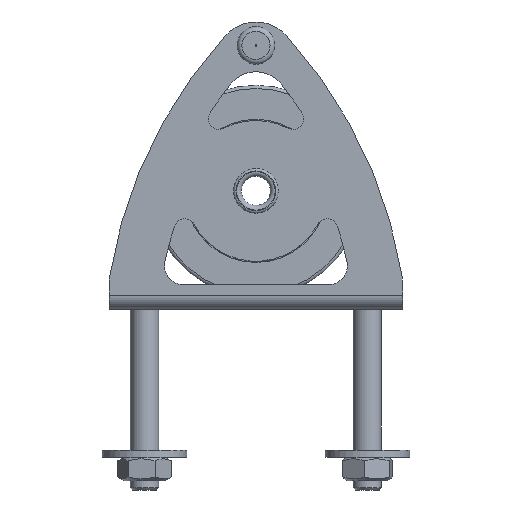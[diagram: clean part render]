
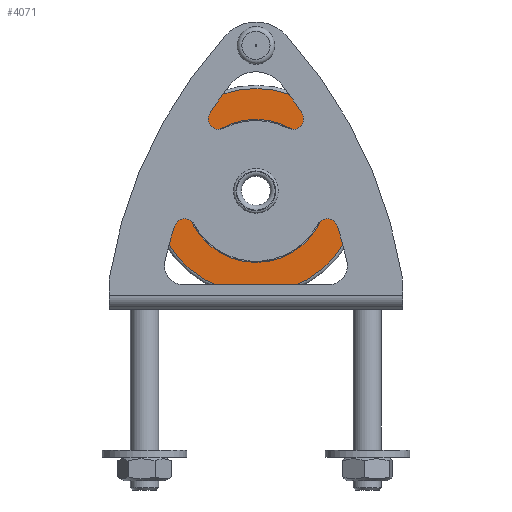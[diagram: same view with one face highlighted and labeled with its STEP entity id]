
A CAD part, left-side view. The second image highlights one B-rep face of the part: STEP entity #4071.
In plain terms, the highlighted planar face has unit normal (-1, 0, 0).
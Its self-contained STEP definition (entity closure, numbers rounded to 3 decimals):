
#536=PLANE('',#4615);
#822=FACE_BOUND('',#1616,.T.);
#1119=FACE_OUTER_BOUND('',#1615,.T.);
#1615=EDGE_LOOP('',(#3701));
#1616=EDGE_LOOP('',(#3702));
#1803=CIRCLE('',#4422,15.25);
#1872=CIRCLE('',#4616,21.826);
#2129=VERTEX_POINT('',#6846);
#2252=VERTEX_POINT('',#8999);
#2613=EDGE_CURVE('',#2129,#2129,#1803,.T.);
#2736=EDGE_CURVE('',#2252,#2252,#1872,.T.);
#3701=ORIENTED_EDGE('',*,*,#2736,.F.);
#3702=ORIENTED_EDGE('',*,*,#2613,.T.);
#4071=ADVANCED_FACE('',(#1119,#822),#536,.T.);
#4422=AXIS2_PLACEMENT_3D('',#6847,#5458,#5459);
#4615=AXIS2_PLACEMENT_3D('',#8998,#5844,#5845);
#4616=AXIS2_PLACEMENT_3D('',#9000,#5846,#5847);
#5458=DIRECTION('center_axis',(1.,0.,0.));
#5459=DIRECTION('ref_axis',(0.,0.,1.));
#5844=DIRECTION('center_axis',(-1.,0.,0.));
#5845=DIRECTION('ref_axis',(0.,0.,-1.));
#5846=DIRECTION('center_axis',(1.,0.,0.));
#5847=DIRECTION('ref_axis',(0.,0.,1.));
#6846=CARTESIAN_POINT('',(-6.3,-24.955,25.257));
#6847=CARTESIAN_POINT('Origin',(-6.3,-9.705,25.257));
#8998=CARTESIAN_POINT('Origin',(-6.3,-31.531,25.257));
#8999=CARTESIAN_POINT('',(-6.3,-31.531,25.257));
#9000=CARTESIAN_POINT('Origin',(-6.3,-9.705,25.257));
